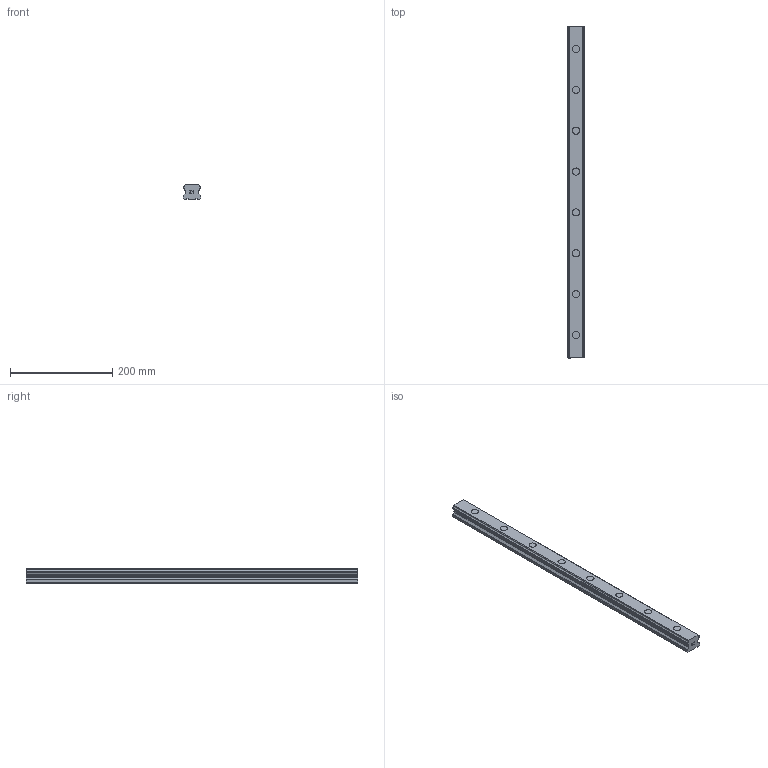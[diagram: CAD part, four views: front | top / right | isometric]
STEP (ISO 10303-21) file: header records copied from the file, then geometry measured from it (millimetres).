
FILE_DESCRIPTION(('STEP AP214'),'1');
FILE_NAME('cctmp_F9E1DE65-4931-454F-AAB2-CCBC2C333CE9_2021_02_17_12_56_25_0711..stp','2021-02-17T11:56:25',('HIWIN GmbH'),('CADClick - www.CADClick.com'),'Spatial InterOp 3D',' ','unknown authorization');
FILE_SCHEMA(('AUTOMOTIVE_DESIGN'));
Length unit declared in the file: millimetre
Products named in the file (1): EGR35R650C_FILE
Bounding box: 34 x 650 x 27.5 mm (x, y, z)
Volume: 512153.2 mm3; surface area: 92238.6 mm2
Topology: 1 solids, 1 shells, 179 faces, 447 edges, 298 vertices
Faces by surface type: plane 113, cylinder 66
Entity records: 6809 total; most frequent: DIRECTION 939, CARTESIAN_POINT 925, ORIENTED_EDGE 894, EDGE_CURVE 447, LINE 315, VECTOR 315, AXIS2_PLACEMENT_3D 312, VERTEX_POINT 298
